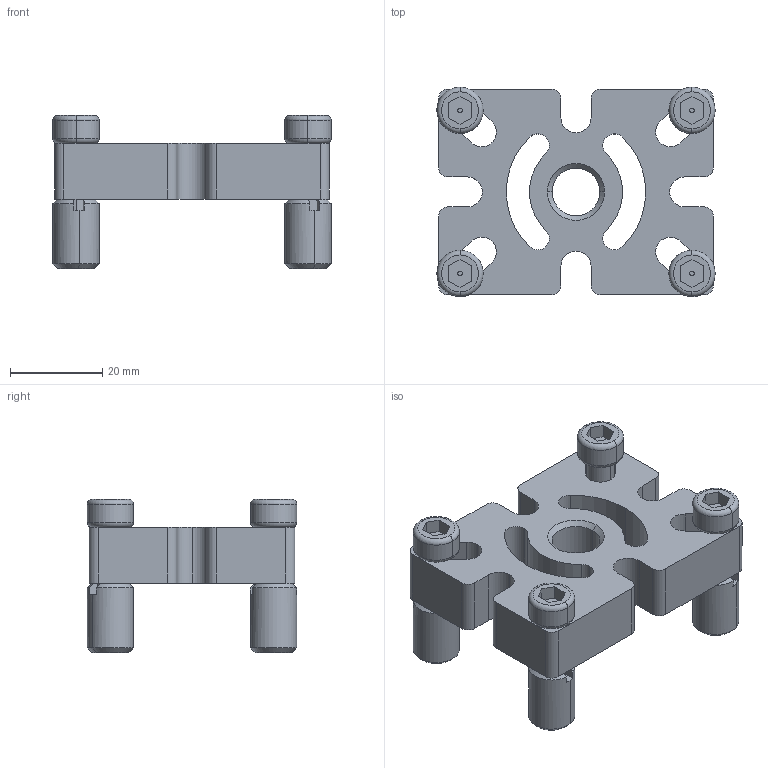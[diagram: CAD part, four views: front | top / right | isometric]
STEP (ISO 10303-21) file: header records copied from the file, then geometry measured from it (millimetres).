
FILE_DESCRIPTION (( 'STEP AP214' ), '1' );
FILE_NAME ('A336 Àäàïòåð 45õ60 (Àëþì) äëÿ îïîðû Ì12.STEP', '2019-05-24T12:38:02', ( 'Windows User' ), ( '' ), 'SwSTEP 2.0', 'SolidWorks 2018', '' );
FILE_SCHEMA (( 'AUTOMOTIVE_DESIGN' ));
Length unit declared in the file: millimetre
Products named in the file (4): A336 Àäàïòåð 45õ60 (ñòàëü îö.) äëÿ îïîðû Ì12,Âèíò(1)_00; A336 Àäàïòåð 45õ60 (Àëþì) äëÿ îïîðû Ì12; A336 Àäàïòåð 45õ60 (ñòàëü îö.) äëÿ îïîðû Ì12,Âòóëêà_00; A336 Àäàïòåð 45õ60 (ñòàëü îö.) äëÿ îïîðû Ì12_00
Assembly tree (9 placements, depth 2):
  A336 Àäàïòåð 45õ60 (Àëþì) äëÿ îïîðû Ì12
    A336 Àäàïòåð 45õ60 (ñòàëü îö.) äëÿ îïîðû Ì12_00
    A336 Àäàïòåð 45õ60 (ñòàëü îö.) äëÿ îïîðû Ì12,Âèíò(1)_00  x4
    A336 Àäàïòåð 45õ60 (ñòàëü îö.) äëÿ îïîðû Ì12,Âòóëêà_00  x4
Bounding box: 60.17 x 45.27 x 33.1 mm (x, y, z)
Volume: 28676.5 mm3; surface area: 16620.3 mm2
Topology: 9 solids, 9 shells, 249 faces, 625 edges, 402 vertices
Faces by surface type: plane 106, cylinder 83, cone 44, torus 16
Entity records: 4021 total; most frequent: DIRECTION 699, CARTESIAN_POINT 670, ORIENTED_EDGE 626, EDGE_CURVE 313, AXIS2_PLACEMENT_3D 265, VERTEX_POINT 204, VECTOR 169, LINE 169
